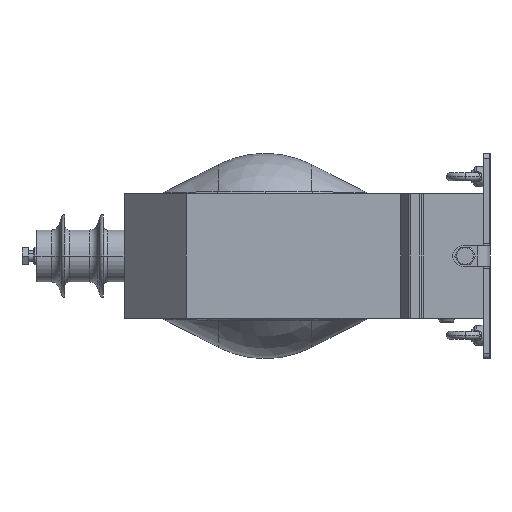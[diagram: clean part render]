
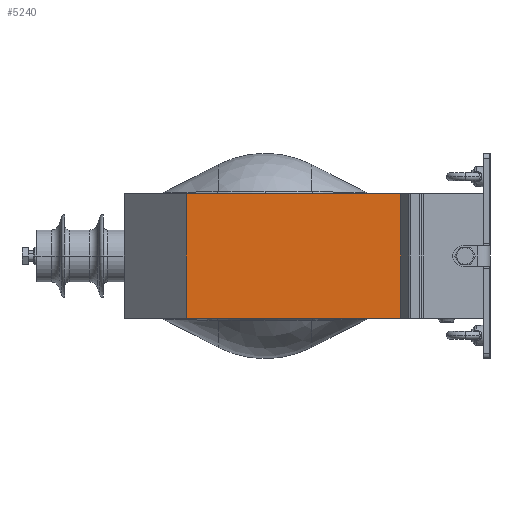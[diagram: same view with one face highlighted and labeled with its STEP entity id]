
A CAD part, left-side view. The second image highlights one B-rep face of the part: STEP entity #5240.
In plain terms, the highlighted planar face has unit normal (-1, 0, 0).
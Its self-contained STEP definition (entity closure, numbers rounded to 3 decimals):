
#1471 = CARTESIAN_POINT ( 'NONE',  ( -200., 286., 60. ) ) ;
#1639 = VERTEX_POINT ( 'NONE', #22013 ) ;
#2306 = VERTEX_POINT ( 'NONE', #23916 ) ;
#2949 = DIRECTION ( 'NONE',  ( 0., -1., 0. ) ) ;
#3115 = DIRECTION ( 'NONE',  ( 0., 0., 1. ) ) ;
#3864 = VECTOR ( 'NONE', #3115, 1000. ) ;
#5240 = ADVANCED_FACE ( 'NONE', ( #8850 ), #16819, .F. ) ;
#5612 = CARTESIAN_POINT ( 'NONE',  ( -200., 293., -60. ) ) ;
#5787 = LINE ( 'NONE', #17903, #3864 ) ;
#6309 = EDGE_CURVE ( 'NONE', #1639, #2306, #20564, .T. ) ;
#8850 = FACE_OUTER_BOUND ( 'NONE', #15674, .T. ) ;
#12394 = CARTESIAN_POINT ( 'NONE',  ( -200., 286., -60. ) ) ;
#13329 = CARTESIAN_POINT ( 'NONE',  ( -200., 286., 60. ) ) ;
#13442 = ORIENTED_EDGE ( 'NONE', *, *, #13747, .F. ) ;
#13747 = EDGE_CURVE ( 'NONE', #30394, #1639, #30268, .T. ) ;
#14439 = LINE ( 'NONE', #12394, #21067 ) ;
#15674 = EDGE_LOOP ( 'NONE', ( #20818, #21462, #26138, #13442 ) ) ;
#16183 = CARTESIAN_POINT ( 'NONE',  ( -200., 293., -60. ) ) ;
#16819 = PLANE ( 'NONE',  #30361 ) ;
#16973 = DIRECTION ( 'NONE',  ( 1., 0., 0. ) ) ;
#17903 = CARTESIAN_POINT ( 'NONE',  ( -200., 86., -92.016 ) ) ;
#18776 = EDGE_CURVE ( 'NONE', #30394, #19685, #14439, .T. ) ;
#19685 = VERTEX_POINT ( 'NONE', #28756 ) ;
#20564 = LINE ( 'NONE', #13329, #22823 ) ;
#20670 = DIRECTION ( 'NONE',  ( 0., 1., 0. ) ) ;
#20818 = ORIENTED_EDGE ( 'NONE', *, *, #18776, .T. ) ;
#21067 = VECTOR ( 'NONE', #2949, 1000. ) ;
#21462 = ORIENTED_EDGE ( 'NONE', *, *, #27810, .T. ) ;
#21978 = VECTOR ( 'NONE', #25518, 1000. ) ;
#22013 = CARTESIAN_POINT ( 'NONE',  ( -200., 293., 60. ) ) ;
#22823 = VECTOR ( 'NONE', #30217, 1000. ) ;
#23916 = CARTESIAN_POINT ( 'NONE',  ( -200., 86., 60. ) ) ;
#25518 = DIRECTION ( 'NONE',  ( 0., 0., 1. ) ) ;
#26138 = ORIENTED_EDGE ( 'NONE', *, *, #6309, .F. ) ;
#27810 = EDGE_CURVE ( 'NONE', #19685, #2306, #5787, .T. ) ;
#28756 = CARTESIAN_POINT ( 'NONE',  ( -200., 86., -60. ) ) ;
#30217 = DIRECTION ( 'NONE',  ( 0., -1., 0. ) ) ;
#30268 = LINE ( 'NONE', #16183, #21978 ) ;
#30361 = AXIS2_PLACEMENT_3D ( 'NONE', #1471, #16973, #20670 ) ;
#30394 = VERTEX_POINT ( 'NONE', #5612 ) ;
